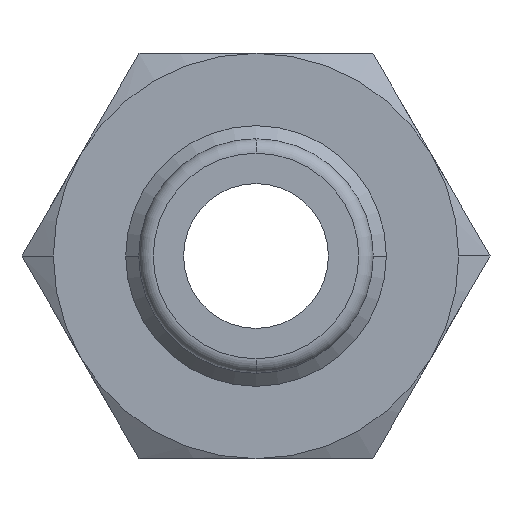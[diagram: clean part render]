
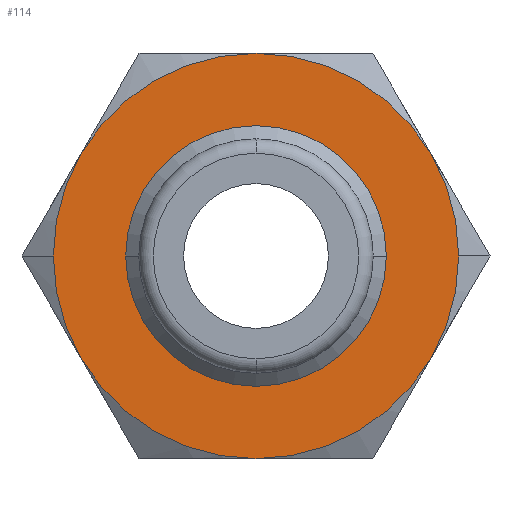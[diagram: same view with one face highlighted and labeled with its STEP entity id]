
A CAD part, front view. The second image highlights one B-rep face of the part: STEP entity #114.
In plain terms, the highlighted planar face has unit normal (0, -1, 0).
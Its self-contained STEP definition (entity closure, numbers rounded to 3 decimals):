
#114=ADVANCED_FACE('',(#257,#258),#259,.T.);
#257=FACE_OUTER_BOUND('',#432,.T.);
#258=FACE_BOUND('',#433,.T.);
#259=PLANE('',#434);
#432=EDGE_LOOP('',(#690,#691,#692,#693,#694,#695,#696,#697));
#433=EDGE_LOOP('',(#698,#699));
#434=AXIS2_PLACEMENT_3D('',#700,#701,#702);
#690=ORIENTED_EDGE('',*,*,#1072,.F.);
#691=ORIENTED_EDGE('',*,*,#1073,.F.);
#692=ORIENTED_EDGE('',*,*,#1074,.F.);
#693=ORIENTED_EDGE('',*,*,#1075,.F.);
#694=ORIENTED_EDGE('',*,*,#1053,.F.);
#695=ORIENTED_EDGE('',*,*,#1076,.F.);
#696=ORIENTED_EDGE('',*,*,#1077,.F.);
#697=ORIENTED_EDGE('',*,*,#1048,.F.);
#698=ORIENTED_EDGE('',*,*,#996,.F.);
#699=ORIENTED_EDGE('',*,*,#1078,.F.);
#700=CARTESIAN_POINT('',(3.5,14.0,0.0));
#701=DIRECTION('',(-0.0,-1.0,-0.0));
#702=DIRECTION('',(-1.0,0.0,0.0));
#996=EDGE_CURVE('',#1167,#1163,#1169,.T.);
#1048=EDGE_CURVE('',#1251,#1254,#1255,.T.);
#1053=EDGE_CURVE('',#1261,#1259,#1263,.T.);
#1072=EDGE_CURVE('',#1292,#1251,#1293,.T.);
#1073=EDGE_CURVE('',#1294,#1292,#1295,.T.);
#1074=EDGE_CURVE('',#1296,#1294,#1297,.T.);
#1075=EDGE_CURVE('',#1259,#1296,#1298,.T.);
#1076=EDGE_CURVE('',#1299,#1261,#1300,.T.);
#1077=EDGE_CURVE('',#1254,#1299,#1301,.T.);
#1078=EDGE_CURVE('',#1163,#1167,#1302,.T.);
#1163=VERTEX_POINT('',#1399);
#1167=VERTEX_POINT('',#1404);
#1169=CIRCLE('',#1407,4.5);
#1251=VERTEX_POINT('',#1529);
#1254=VERTEX_POINT('',#1533);
#1255=CIRCLE('',#1534,7.0);
#1259=VERTEX_POINT('',#1549);
#1261=VERTEX_POINT('',#1552);
#1263=CIRCLE('',#1565,7.0);
#1292=VERTEX_POINT('',#1600);
#1293=CIRCLE('',#1601,7.0);
#1294=VERTEX_POINT('',#1602);
#1295=CIRCLE('',#1603,7.0);
#1296=VERTEX_POINT('',#1604);
#1297=CIRCLE('',#1605,7.0);
#1298=CIRCLE('',#1606,7.0);
#1299=VERTEX_POINT('',#1607);
#1300=CIRCLE('',#1608,7.0);
#1301=CIRCLE('',#1609,7.0);
#1302=CIRCLE('',#1610,4.5);
#1399=CARTESIAN_POINT('',(4.5,14.0,0.));
#1404=CARTESIAN_POINT('',(-4.5,14.0,0.));
#1407=AXIS2_PLACEMENT_3D('',#1936,#1937,#1938);
#1529=CARTESIAN_POINT('',(7.0,14.0,0.));
#1533=CARTESIAN_POINT('',(6.062,14.0,-3.5));
#1534=AXIS2_PLACEMENT_3D('',#2012,#2013,#2014);
#1549=CARTESIAN_POINT('',(-7.0,14.0,0.));
#1552=CARTESIAN_POINT('',(-6.062,14.0,-3.5));
#1565=AXIS2_PLACEMENT_3D('',#2016,#2017,#2018);
#1600=CARTESIAN_POINT('',(6.062,14.0,3.5));
#1601=AXIS2_PLACEMENT_3D('',#2046,#2047,#2048);
#1602=CARTESIAN_POINT('',(0.,14.0,7.0));
#1603=AXIS2_PLACEMENT_3D('',#2049,#2050,#2051);
#1604=CARTESIAN_POINT('',(-6.062,14.0,3.5));
#1605=AXIS2_PLACEMENT_3D('',#2052,#2053,#2054);
#1606=AXIS2_PLACEMENT_3D('',#2055,#2056,#2057);
#1607=CARTESIAN_POINT('',(0.0,14.0,-7.0));
#1608=AXIS2_PLACEMENT_3D('',#2058,#2059,#2060);
#1609=AXIS2_PLACEMENT_3D('',#2061,#2062,#2063);
#1610=AXIS2_PLACEMENT_3D('',#2064,#2065,#2066);
#1936=CARTESIAN_POINT('',(0.0,14.0,0.0));
#1937=DIRECTION('',(0.0,-1.0,0.0));
#1938=DIRECTION('',(1.0,0.0,0.0));
#2012=CARTESIAN_POINT('',(0.0,14.0,0.0));
#2013=DIRECTION('',(-0.0,1.0,0.0));
#2014=DIRECTION('',(1.0,0.0,0.0));
#2016=CARTESIAN_POINT('',(0.0,14.0,0.0));
#2017=DIRECTION('',(-0.0,1.0,0.0));
#2018=DIRECTION('',(1.0,0.0,0.0));
#2046=CARTESIAN_POINT('',(0.0,14.0,0.0));
#2047=DIRECTION('',(-0.0,1.0,0.0));
#2048=DIRECTION('',(1.0,0.0,0.0));
#2049=CARTESIAN_POINT('',(0.0,14.0,0.0));
#2050=DIRECTION('',(-0.0,1.0,0.0));
#2051=DIRECTION('',(1.0,0.0,0.0));
#2052=CARTESIAN_POINT('',(0.0,14.0,0.0));
#2053=DIRECTION('',(-0.0,1.0,0.0));
#2054=DIRECTION('',(1.0,0.0,0.0));
#2055=CARTESIAN_POINT('',(0.0,14.0,0.0));
#2056=DIRECTION('',(-0.0,1.0,0.0));
#2057=DIRECTION('',(1.0,0.0,0.0));
#2058=CARTESIAN_POINT('',(0.0,14.0,0.0));
#2059=DIRECTION('',(-0.0,1.0,0.0));
#2060=DIRECTION('',(1.0,0.0,0.0));
#2061=CARTESIAN_POINT('',(0.0,14.0,0.0));
#2062=DIRECTION('',(-0.0,1.0,0.0));
#2063=DIRECTION('',(1.0,0.0,0.0));
#2064=CARTESIAN_POINT('',(0.0,14.0,0.0));
#2065=DIRECTION('',(0.0,-1.0,0.0));
#2066=DIRECTION('',(1.0,0.0,0.0));
